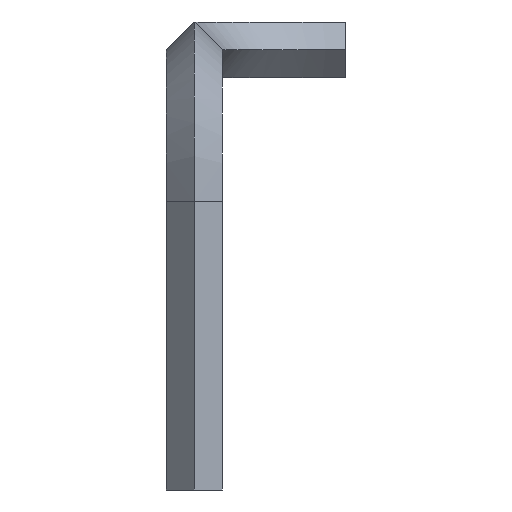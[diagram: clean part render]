
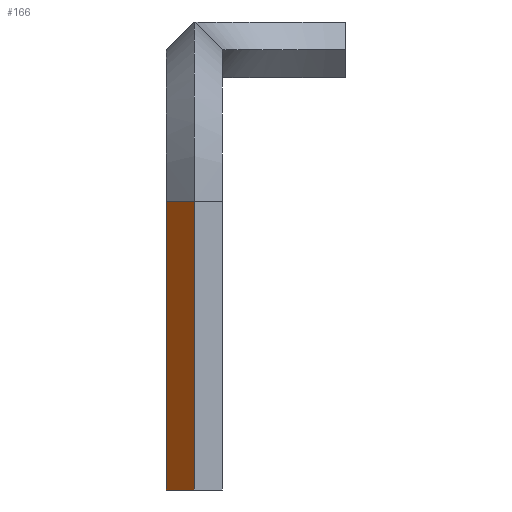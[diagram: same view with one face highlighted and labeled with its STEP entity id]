
A CAD part, left-side view. The second image highlights one B-rep face of the part: STEP entity #166.
In plain terms, the highlighted planar face has unit normal (-0.707, 0.707, 0).
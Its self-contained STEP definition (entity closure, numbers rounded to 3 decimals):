
#32 = PLANE('',#33);
#33 = AXIS2_PLACEMENT_3D('',#34,#35,#36);
#34 = CARTESIAN_POINT('',(2570.,0.,-100.002));
#35 = DIRECTION('',(0.707,0.707,-0.));
#36 = DIRECTION('',(-0.707,0.707,0.));
#57 = VERTEX_POINT('',#58);
#58 = CARTESIAN_POINT('',(2500.,70.,-100.002));
#72 = PLANE('',#73);
#73 = AXIS2_PLACEMENT_3D('',#74,#75,#76);
#74 = CARTESIAN_POINT('',(2500.,0.,-100.002));
#75 = DIRECTION('',(0.,0.,1.));
#76 = DIRECTION('',(1.,0.,-0.));
#84 = EDGE_CURVE('',#57,#85,#87,.T.);
#85 = VERTEX_POINT('',#86);
#86 = CARTESIAN_POINT('',(2500.,70.,620.588));
#87 = SURFACE_CURVE('',#88,(#92,#99),.PCURVE_S1.);
#88 = LINE('',#89,#90);
#89 = CARTESIAN_POINT('',(2500.,70.,-100.002));
#90 = VECTOR('',#91,1.);
#91 = DIRECTION('',(0.,0.,1.));
#92 = PCURVE('',#32,#93);
#93 = DEFINITIONAL_REPRESENTATION('',(#94),#98);
#94 = LINE('',#95,#96);
#95 = CARTESIAN_POINT('',(98.995,0.));
#96 = VECTOR('',#97,1.);
#97 = DIRECTION('',(0.,1.));
#98 = ( GEOMETRIC_REPRESENTATION_CONTEXT(2) 
PARAMETRIC_REPRESENTATION_CONTEXT() REPRESENTATION_CONTEXT('2D SPACE',''
  ) );
#99 = PCURVE('',#100,#105);
#100 = PLANE('',#101);
#101 = AXIS2_PLACEMENT_3D('',#102,#103,#104);
#102 = CARTESIAN_POINT('',(2500.,70.,-100.002));
#103 = DIRECTION('',(-0.707,0.707,0.));
#104 = DIRECTION('',(-0.707,-0.707,0.));
#105 = DEFINITIONAL_REPRESENTATION('',(#106),#110);
#106 = LINE('',#107,#108);
#107 = CARTESIAN_POINT('',(0.,0.));
#108 = VECTOR('',#109,1.);
#109 = DIRECTION('',(0.,1.));
#110 = ( GEOMETRIC_REPRESENTATION_CONTEXT(2) 
PARAMETRIC_REPRESENTATION_CONTEXT() REPRESENTATION_CONTEXT('2D SPACE',''
  ) );
#166 = ADVANCED_FACE('',(#167),#100,.T.);
#167 = FACE_BOUND('',#168,.T.);
#168 = EDGE_LOOP('',(#169,#170,#193,#221));
#169 = ORIENTED_EDGE('',*,*,#84,.F.);
#170 = ORIENTED_EDGE('',*,*,#171,.T.);
#171 = EDGE_CURVE('',#57,#172,#174,.T.);
#172 = VERTEX_POINT('',#173);
#173 = CARTESIAN_POINT('',(2430.,0.,-100.002));
#174 = SURFACE_CURVE('',#175,(#179,#186),.PCURVE_S1.);
#175 = LINE('',#176,#177);
#176 = CARTESIAN_POINT('',(2500.,70.,-100.002));
#177 = VECTOR('',#178,1.);
#178 = DIRECTION('',(-0.707,-0.707,0.));
#179 = PCURVE('',#100,#180);
#180 = DEFINITIONAL_REPRESENTATION('',(#181),#185);
#181 = LINE('',#182,#183);
#182 = CARTESIAN_POINT('',(0.,0.));
#183 = VECTOR('',#184,1.);
#184 = DIRECTION('',(1.,0.));
#185 = ( GEOMETRIC_REPRESENTATION_CONTEXT(2) 
PARAMETRIC_REPRESENTATION_CONTEXT() REPRESENTATION_CONTEXT('2D SPACE',''
  ) );
#186 = PCURVE('',#72,#187);
#187 = DEFINITIONAL_REPRESENTATION('',(#188),#192);
#188 = LINE('',#189,#190);
#189 = CARTESIAN_POINT('',(0.,70.));
#190 = VECTOR('',#191,1.);
#191 = DIRECTION('',(-0.707,-0.707));
#192 = ( GEOMETRIC_REPRESENTATION_CONTEXT(2) 
PARAMETRIC_REPRESENTATION_CONTEXT() REPRESENTATION_CONTEXT('2D SPACE',''
  ) );
#193 = ORIENTED_EDGE('',*,*,#194,.T.);
#194 = EDGE_CURVE('',#172,#195,#197,.T.);
#195 = VERTEX_POINT('',#196);
#196 = CARTESIAN_POINT('',(2430.,0.,620.588));
#197 = SURFACE_CURVE('',#198,(#202,#209),.PCURVE_S1.);
#198 = LINE('',#199,#200);
#199 = CARTESIAN_POINT('',(2430.,0.,-100.002)
  );
#200 = VECTOR('',#201,1.);
#201 = DIRECTION('',(0.,0.,1.));
#202 = PCURVE('',#100,#203);
#203 = DEFINITIONAL_REPRESENTATION('',(#204),#208);
#204 = LINE('',#205,#206);
#205 = CARTESIAN_POINT('',(98.995,0.));
#206 = VECTOR('',#207,1.);
#207 = DIRECTION('',(0.,1.));
#208 = ( GEOMETRIC_REPRESENTATION_CONTEXT(2) 
PARAMETRIC_REPRESENTATION_CONTEXT() REPRESENTATION_CONTEXT('2D SPACE',''
  ) );
#209 = PCURVE('',#210,#215);
#210 = PLANE('',#211);
#211 = AXIS2_PLACEMENT_3D('',#212,#213,#214);
#212 = CARTESIAN_POINT('',(2430.,0.,-100.002));
#213 = DIRECTION('',(-0.707,-0.707,0.));
#214 = DIRECTION('',(0.707,-0.707,0.));
#215 = DEFINITIONAL_REPRESENTATION('',(#216),#220);
#216 = LINE('',#217,#218);
#217 = CARTESIAN_POINT('',(0.,0.));
#218 = VECTOR('',#219,1.);
#219 = DIRECTION('',(0.,1.));
#220 = ( GEOMETRIC_REPRESENTATION_CONTEXT(2) 
PARAMETRIC_REPRESENTATION_CONTEXT() REPRESENTATION_CONTEXT('2D SPACE',''
  ) );
#221 = ORIENTED_EDGE('',*,*,#222,.F.);
#222 = EDGE_CURVE('',#85,#195,#223,.T.);
#223 = SURFACE_CURVE('',#224,(#228,#235),.PCURVE_S1.);
#224 = LINE('',#225,#226);
#225 = CARTESIAN_POINT('',(2500.,70.,620.588));
#226 = VECTOR('',#227,1.);
#227 = DIRECTION('',(-0.707,-0.707,0.));
#228 = PCURVE('',#100,#229);
#229 = DEFINITIONAL_REPRESENTATION('',(#230),#234);
#230 = LINE('',#231,#232);
#231 = CARTESIAN_POINT('',(0.,720.59));
#232 = VECTOR('',#233,1.);
#233 = DIRECTION('',(1.,0.));
#234 = ( GEOMETRIC_REPRESENTATION_CONTEXT(2) 
PARAMETRIC_REPRESENTATION_CONTEXT() REPRESENTATION_CONTEXT('2D SPACE',''
  ) );
#235 = PCURVE('',#236,#271);
#236 = B_SPLINE_SURFACE_WITH_KNOTS('',1,9,(
    (#237,#238,#239,#240,#241,#242,#243,#244,#245,#246,#247,#248,#249
      ,#250,#251,#252,#253)
    ,(#254,#255,#256,#257,#258,#259,#260,#261,#262,#263,#264,#265,#266
      ,#267,#268,#269,#270
    )),.UNSPECIFIED.,.F.,.F.,.F.,(2,2),(10,7,10),(0.,98.995),(
    0.,268.283,536.567),.UNSPECIFIED.);
#237 = CARTESIAN_POINT('',(2500.,70.,620.588));
#238 = CARTESIAN_POINT('',(2500.,70.,662.744));
#239 = CARTESIAN_POINT('',(2502.635,70.,
    702.266));
#240 = CARTESIAN_POINT('',(2507.904,70.,
    739.153));
#241 = CARTESIAN_POINT('',(2515.809,70.,
    773.405));
#242 = CARTESIAN_POINT('',(2526.348,70.,
    805.023));
#243 = CARTESIAN_POINT('',(2539.522,70.,
    834.006));
#244 = CARTESIAN_POINT('',(2555.331,70.,
    860.354));
#245 = CARTESIAN_POINT('',(2592.218,70.,
    907.78));
#246 = CARTESIAN_POINT('',(2639.644,70.,944.667));
#247 = CARTESIAN_POINT('',(2665.992,70.,
    960.476));
#248 = CARTESIAN_POINT('',(2694.975,70.,
    973.65));
#249 = CARTESIAN_POINT('',(2726.592,70.,
    984.189));
#250 = CARTESIAN_POINT('',(2760.844,70.,
    992.093));
#251 = CARTESIAN_POINT('',(2797.731,70.,
    997.363));
#252 = CARTESIAN_POINT('',(2837.253,70.,999.998));
#253 = CARTESIAN_POINT('',(2879.41,70.,999.998));
#254 = CARTESIAN_POINT('',(2430.,0.,620.588)
  );
#255 = CARTESIAN_POINT('',(2430.,0.,666.633)
  );
#256 = CARTESIAN_POINT('',(2432.878,0.,
    710.53));
#257 = CARTESIAN_POINT('',(2438.736,0.,
    752.329));
#258 = CARTESIAN_POINT('',(2447.727,0.,
    792.074));
#259 = CARTESIAN_POINT('',(2460.017,0.,
    829.722));
#260 = CARTESIAN_POINT('',(2475.88,0.,
    865.236));
#261 = CARTESIAN_POINT('',(2495.521,0.,
    898.164));
#262 = CARTESIAN_POINT('',(2542.033,0.,
    957.965));
#263 = CARTESIAN_POINT('',(2601.833,0.,
    1004.476));
#264 = CARTESIAN_POINT('',(2634.762,0.,
    1024.117));
#265 = CARTESIAN_POINT('',(2670.275,0.,
    1039.981));
#266 = CARTESIAN_POINT('',(2707.924,0.,
    1052.27));
#267 = CARTESIAN_POINT('',(2747.668,0.,
    1061.261));
#268 = CARTESIAN_POINT('',(2789.468,0.,
    1067.12));
#269 = CARTESIAN_POINT('',(2833.364,0.,
    1069.998));
#270 = CARTESIAN_POINT('',(2879.41,0.,
    1069.998));
#271 = DEFINITIONAL_REPRESENTATION('',(#272),#275);
#272 = B_SPLINE_CURVE_WITH_KNOTS('',1,(#273,#274),.UNSPECIFIED.,.F.,.F.,
  (2,2),(0.,98.995),.PIECEWISE_BEZIER_KNOTS.);
#273 = CARTESIAN_POINT('',(0.,0.));
#274 = CARTESIAN_POINT('',(98.995,0.));
#275 = ( GEOMETRIC_REPRESENTATION_CONTEXT(2) 
PARAMETRIC_REPRESENTATION_CONTEXT() REPRESENTATION_CONTEXT('2D SPACE',''
  ) );
